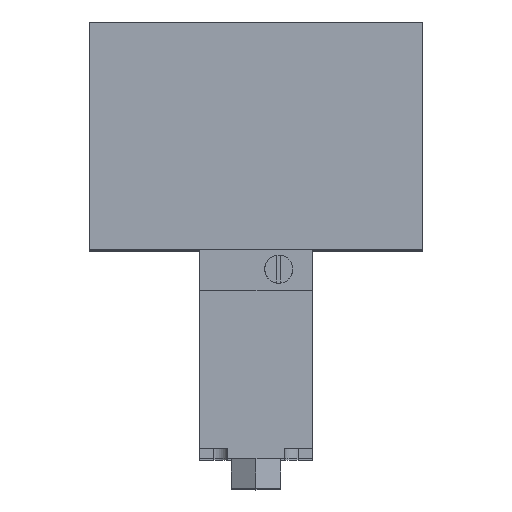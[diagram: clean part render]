
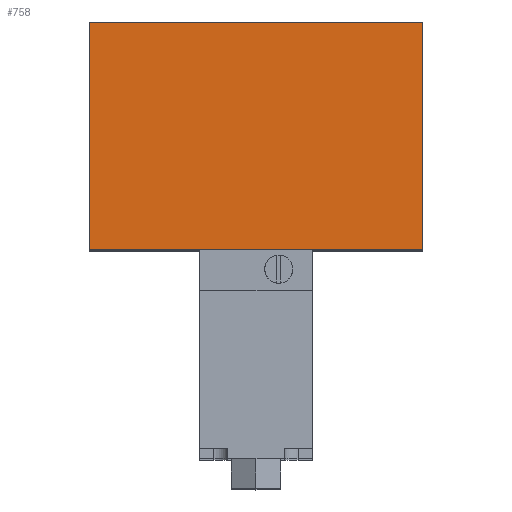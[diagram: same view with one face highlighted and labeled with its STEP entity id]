
A CAD part, top view. The second image highlights one B-rep face of the part: STEP entity #758.
In plain terms, the highlighted planar face has unit normal (0, 0, 1).
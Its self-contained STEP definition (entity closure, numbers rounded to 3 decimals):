
#616=CARTESIAN_POINT('',(47.5,32.5,137.0));
#617=VERTEX_POINT('',#616);
#618=CARTESIAN_POINT('',(47.5,-32.5,137.0));
#619=VERTEX_POINT('',#618);
#620=CARTESIAN_POINT('',(47.5,32.5,137.0));
#621=DIRECTION('',(0.0,-1.0,0.0));
#622=VECTOR('',#621,65.);
#623=LINE('',#620,#622);
#624=EDGE_CURVE('',#617,#619,#623,.T.);
#656=CARTESIAN_POINT('',(-47.5,-32.5,137.0));
#657=VERTEX_POINT('',#656);
#658=CARTESIAN_POINT('',(47.5,-32.5,137.0));
#659=DIRECTION('',(-1.0,0.0,0.0));
#660=VECTOR('',#659,95.);
#661=LINE('',#658,#660);
#662=EDGE_CURVE('',#619,#657,#661,.T.);
#699=CARTESIAN_POINT('',(-47.5,32.5,137.0));
#700=VERTEX_POINT('',#699);
#701=CARTESIAN_POINT('',(-47.5,-32.5,137.0));
#702=DIRECTION('',(0.0,1.0,0.0));
#703=VECTOR('',#702,65.);
#704=LINE('',#701,#703);
#705=EDGE_CURVE('',#657,#700,#704,.T.);
#730=CARTESIAN_POINT('',(-47.5,32.5,137.0));
#731=DIRECTION('',(1.0,0.0,0.0));
#732=VECTOR('',#731,95.);
#733=LINE('',#730,#732);
#734=EDGE_CURVE('',#700,#617,#733,.T.);
#747=CARTESIAN_POINT('',(0.,0.,137.0));
#748=DIRECTION('',(0.0,0.0,1.0));
#749=DIRECTION('',(1.0,0.0,0.0));
#750=AXIS2_PLACEMENT_3D('',#747,#748,#749);
#751=PLANE('',#750);
#752=ORIENTED_EDGE('',*,*,#624,.F.);
#753=ORIENTED_EDGE('',*,*,#734,.F.);
#754=ORIENTED_EDGE('',*,*,#705,.F.);
#755=ORIENTED_EDGE('',*,*,#662,.F.);
#756=EDGE_LOOP('',(#752,#753,#754,#755));
#757=FACE_OUTER_BOUND('',#756,.T.);
#758=ADVANCED_FACE('',(#757),#751,.T.);
